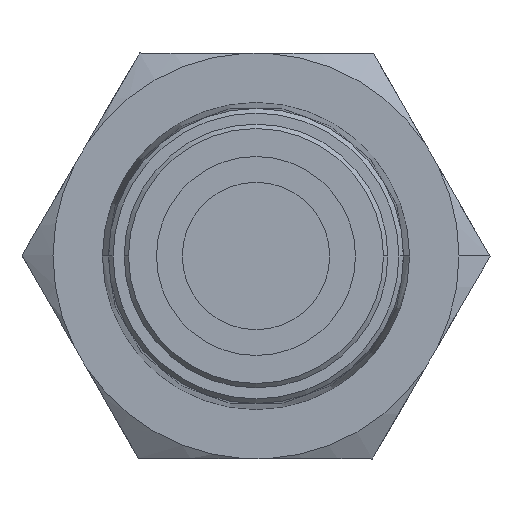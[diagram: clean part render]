
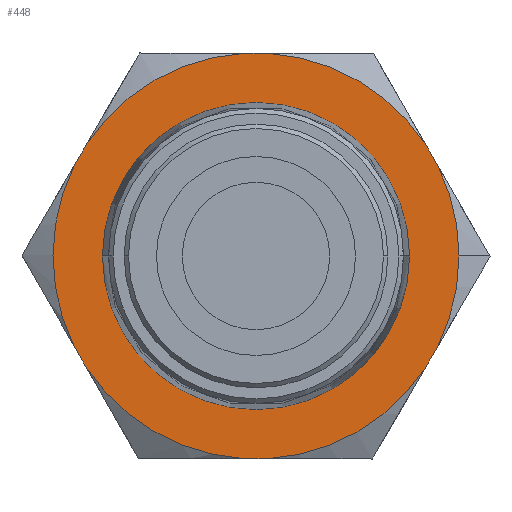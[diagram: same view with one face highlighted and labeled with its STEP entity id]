
A CAD part, front view. The second image highlights one B-rep face of the part: STEP entity #448.
In plain terms, the highlighted planar face has unit normal (0, -1, 0).
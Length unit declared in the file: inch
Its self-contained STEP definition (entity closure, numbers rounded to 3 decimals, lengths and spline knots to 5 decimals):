
#4 = ORIENTED_EDGE ( 'NONE', *, *, #36, .F. ) ;
#30 = VERTEX_POINT ( 'NONE', #54 ) ;
#33 = EDGE_LOOP ( 'NONE', ( #1520, #70, #88, #660, #216, #319, #4, #665, #376, #106, #1003, #1409, #467 ) ) ;
#36 = EDGE_CURVE ( 'NONE', #821, #346, #875, .T. ) ;
#37 = DIRECTION ( 'NONE',  ( 1., 0., 0. ) ) ;
#42 = DIRECTION ( 'NONE',  ( 0., 1., 0. ) ) ;
#54 = CARTESIAN_POINT ( 'NONE',  ( 0.61666, 5.687, 0.30665 ) ) ;
#70 = ORIENTED_EDGE ( 'NONE', *, *, #849, .F. ) ;
#88 = ORIENTED_EDGE ( 'NONE', *, *, #611, .F. ) ;
#91 = CARTESIAN_POINT ( 'NONE',  ( 0., 5.687, 0. ) ) ;
#106 = ORIENTED_EDGE ( 'NONE', *, *, #891, .T. ) ;
#114 = VERTEX_POINT ( 'NONE', #837 ) ;
#121 = CARTESIAN_POINT ( 'NONE',  ( 0.39901, 5.687, 0.68629 ) ) ;
#125 = CARTESIAN_POINT ( 'NONE',  ( 0., 5.687, 0. ) ) ;
#153 = CIRCLE ( 'NONE', #1041, 0.6887 ) ;
#161 = CARTESIAN_POINT ( 'NONE',  ( 0., 5.687, -0.6887 ) ) ;
#163 = DIRECTION ( 'NONE',  ( 0.503, 0., 0.865 ) ) ;
#176 = VECTOR ( 'NONE', #545, 39.37008 ) ;
#180 = CIRCLE ( 'NONE', #986, 0.6887 ) ;
#181 = CIRCLE ( 'NONE', #1062, 0.521 ) ;
#190 = CARTESIAN_POINT ( 'NONE',  ( 0.5762, 5.687, 0.37723 ) ) ;
#201 = EDGE_CURVE ( 'NONE', #459, #807, #1034, .T. ) ;
#216 = ORIENTED_EDGE ( 'NONE', *, *, #982, .F. ) ;
#228 = DIRECTION ( 'NONE',  ( -0.497, 0., 0.868 ) ) ;
#252 = LINE ( 'NONE', #1208, #554 ) ;
#273 = DIRECTION ( 'NONE',  ( -1., 0., 0.003 ) ) ;
#277 = CARTESIAN_POINT ( 'NONE',  ( 0., 5.687, 0. ) ) ;
#284 = LINE ( 'NONE', #1121, #1309 ) ;
#289 = DIRECTION ( 'NONE',  ( 0., 1., 0. ) ) ;
#314 = ORIENTED_EDGE ( 'NONE', *, *, #592, .T. ) ;
#315 = DIRECTION ( 'NONE',  ( 1., 0., 0. ) ) ;
#319 = ORIENTED_EDGE ( 'NONE', *, *, #514, .T. ) ;
#336 = EDGE_CURVE ( 'NONE', #459, #943, #405, .T. ) ;
#346 = VERTEX_POINT ( 'NONE', #600 ) ;
#373 = DIRECTION ( 'NONE',  ( 0., 1., 0. ) ) ;
#376 = ORIENTED_EDGE ( 'NONE', *, *, #653, .F. ) ;
#383 = CIRCLE ( 'NONE', #1285, 0.6887 ) ;
#387 = CARTESIAN_POINT ( 'NONE',  ( -0.61479, 5.687, 0.31039 ) ) ;
#388 = VERTEX_POINT ( 'NONE', #1215 ) ;
#392 = CARTESIAN_POINT ( 'NONE',  ( -0.39901, 5.687, -0.68629 ) ) ;
#401 = VERTEX_POINT ( 'NONE', #1206 ) ;
#405 = CIRCLE ( 'NONE', #832, 0.6887 ) ;
#418 = VERTEX_POINT ( 'NONE', #190 ) ;
#425 = EDGE_CURVE ( 'NONE', #1421, #943, #917, .T. ) ;
#428 = VERTEX_POINT ( 'NONE', #780 ) ;
#448 = ADVANCED_FACE ( 'NONE', ( #876, #649 ), #773, .T. ) ;
#459 = VERTEX_POINT ( 'NONE', #521 ) ;
#467 = ORIENTED_EDGE ( 'NONE', *, *, #336, .F. ) ;
#480 = CIRCLE ( 'NONE', #1282, 0.6887 ) ;
#496 = CARTESIAN_POINT ( 'NONE',  ( -0.04276, 5.687, -0.68737 ) ) ;
#514 = EDGE_CURVE ( 'NONE', #428, #346, #252, .T. ) ;
#520 = EDGE_CURVE ( 'NONE', #1421, #718, #480, .T. ) ;
#521 = CARTESIAN_POINT ( 'NONE',  ( 0.5739, 5.687, -0.38072 ) ) ;
#522 = EDGE_LOOP ( 'NONE', ( #1162, #314 ) ) ;
#542 = DIRECTION ( 'NONE',  ( 0., 1., 0. ) ) ;
#545 = DIRECTION ( 'NONE',  ( 1., 0., -0.003 ) ) ;
#554 = VECTOR ( 'NONE', #273, 39.37008 ) ;
#580 = AXIS2_PLACEMENT_3D ( 'NONE', #1133, #289, #1011 ) ;
#584 = CARTESIAN_POINT ( 'NONE',  ( -0.5762, 5.687, -0.37723 ) ) ;
#592 = EDGE_CURVE ( 'NONE', #1316, #388, #1059, .T. ) ;
#600 = CARTESIAN_POINT ( 'NONE',  ( -0.03859, 5.687, 0.68762 ) ) ;
#611 = EDGE_CURVE ( 'NONE', #30, #401, #180, .T. ) ;
#615 = DIRECTION ( 'NONE',  ( 1., 0., 0. ) ) ;
#648 = DIRECTION ( 'NONE',  ( 1., 0., 0. ) ) ;
#649 = FACE_OUTER_BOUND ( 'NONE', #33, .T. ) ;
#653 = EDGE_CURVE ( 'NONE', #114, #903, #1453, .T. ) ;
#658 = DIRECTION ( 'NONE',  ( 1., 0., 0. ) ) ;
#660 = ORIENTED_EDGE ( 'NONE', *, *, #1251, .T. ) ;
#665 = ORIENTED_EDGE ( 'NONE', *, *, #1496, .T. ) ;
#666 = DIRECTION ( 'NONE',  ( 0., 1., 0. ) ) ;
#671 = CARTESIAN_POINT ( 'NONE',  ( 0.39484, 5.687, -0.6887 ) ) ;
#681 = VECTOR ( 'NONE', #163, 39.37008 ) ;
#710 = AXIS2_PLACEMENT_3D ( 'NONE', #161, #1359, #1016 ) ;
#718 = VERTEX_POINT ( 'NONE', #584 ) ;
#746 = CARTESIAN_POINT ( 'NONE',  ( 0., 5.687, 0. ) ) ;
#765 = CARTESIAN_POINT ( 'NONE',  ( 0., 5.687, 0. ) ) ;
#771 = DIRECTION ( 'NONE',  ( -0.503, 0., -0.865 ) ) ;
#773 = PLANE ( 'NONE',  #710 ) ;
#780 = CARTESIAN_POINT ( 'NONE',  ( 0.04276, 5.687, 0.68737 ) ) ;
#804 = AXIS2_PLACEMENT_3D ( 'NONE', #1272, #666, #315 ) ;
#807 = VERTEX_POINT ( 'NONE', #1073 ) ;
#821 = VERTEX_POINT ( 'NONE', #1195 ) ;
#832 = AXIS2_PLACEMENT_3D ( 'NONE', #91, #1541, #933 ) ;
#837 = CARTESIAN_POINT ( 'NONE',  ( -0.61666, 5.687, -0.30665 ) ) ;
#848 = DIRECTION ( 'NONE',  ( 1., 0., 0. ) ) ;
#849 = EDGE_CURVE ( 'NONE', #401, #807, #153, .T. ) ;
#875 = CIRCLE ( 'NONE', #804, 0.6887 ) ;
#876 = FACE_BOUND ( 'NONE', #522, .T. ) ;
#891 = EDGE_CURVE ( 'NONE', #114, #718, #1099, .T. ) ;
#903 = VERTEX_POINT ( 'NONE', #387 ) ;
#915 = VECTOR ( 'NONE', #228, 39.37008 ) ;
#917 = LINE ( 'NONE', #671, #176 ) ;
#923 = CARTESIAN_POINT ( 'NONE',  ( 0., 5.687, 0. ) ) ;
#933 = DIRECTION ( 'NONE',  ( 1., 0., 0. ) ) ;
#943 = VERTEX_POINT ( 'NONE', #997 ) ;
#965 = EDGE_CURVE ( 'NONE', #388, #1316, #181, .T. ) ;
#976 = LINE ( 'NONE', #121, #915 ) ;
#982 = EDGE_CURVE ( 'NONE', #428, #418, #383, .T. ) ;
#986 = AXIS2_PLACEMENT_3D ( 'NONE', #1370, #542, #1255 ) ;
#991 = DIRECTION ( 'NONE',  ( 0., 1., 0. ) ) ;
#997 = CARTESIAN_POINT ( 'NONE',  ( 0.03859, 5.687, -0.68762 ) ) ;
#1003 = ORIENTED_EDGE ( 'NONE', *, *, #520, .F. ) ;
#1008 = AXIS2_PLACEMENT_3D ( 'NONE', #923, #42, #658 ) ;
#1011 = DIRECTION ( 'NONE',  ( 1., 0., 0. ) ) ;
#1016 = DIRECTION ( 'NONE',  ( -1., 0., 0. ) ) ;
#1034 = LINE ( 'NONE', #1484, #681 ) ;
#1041 = AXIS2_PLACEMENT_3D ( 'NONE', #125, #373, #848 ) ;
#1059 = CIRCLE ( 'NONE', #580, 0.521 ) ;
#1062 = AXIS2_PLACEMENT_3D ( 'NONE', #765, #1358, #648 ) ;
#1073 = CARTESIAN_POINT ( 'NONE',  ( 0.61479, 5.687, -0.31039 ) ) ;
#1099 = LINE ( 'NONE', #392, #1414 ) ;
#1121 = CARTESIAN_POINT ( 'NONE',  ( -0.79385, 5.687, 0.00241 ) ) ;
#1133 = CARTESIAN_POINT ( 'NONE',  ( 0., 5.687, 0. ) ) ;
#1162 = ORIENTED_EDGE ( 'NONE', *, *, #965, .T. ) ;
#1195 = CARTESIAN_POINT ( 'NONE',  ( -0.5739, 5.687, 0.38072 ) ) ;
#1206 = CARTESIAN_POINT ( 'NONE',  ( 0.6887, 5.687, 0. ) ) ;
#1208 = CARTESIAN_POINT ( 'NONE',  ( -0.39484, 5.687, 0.6887 ) ) ;
#1215 = CARTESIAN_POINT ( 'NONE',  ( 0.521, 5.687, 0. ) ) ;
#1219 = DIRECTION ( 'NONE',  ( 0., 1., 0. ) ) ;
#1251 = EDGE_CURVE ( 'NONE', #30, #418, #976, .T. ) ;
#1255 = DIRECTION ( 'NONE',  ( 1., 0., 0. ) ) ;
#1272 = CARTESIAN_POINT ( 'NONE',  ( 0., 5.687, 0. ) ) ;
#1282 = AXIS2_PLACEMENT_3D ( 'NONE', #746, #1219, #615 ) ;
#1285 = AXIS2_PLACEMENT_3D ( 'NONE', #277, #991, #37 ) ;
#1309 = VECTOR ( 'NONE', #771, 39.37008 ) ;
#1316 = VERTEX_POINT ( 'NONE', #1331 ) ;
#1331 = CARTESIAN_POINT ( 'NONE',  ( -0.521, 5.687, 0. ) ) ;
#1358 = DIRECTION ( 'NONE',  ( 0., 1., 0. ) ) ;
#1359 = DIRECTION ( 'NONE',  ( 0., -1., 0. ) ) ;
#1370 = CARTESIAN_POINT ( 'NONE',  ( 0., 5.687, 0. ) ) ;
#1409 = ORIENTED_EDGE ( 'NONE', *, *, #425, .T. ) ;
#1414 = VECTOR ( 'NONE', #1456, 39.37008 ) ;
#1421 = VERTEX_POINT ( 'NONE', #496 ) ;
#1453 = CIRCLE ( 'NONE', #1008, 0.6887 ) ;
#1456 = DIRECTION ( 'NONE',  ( 0.497, 0., -0.868 ) ) ;
#1484 = CARTESIAN_POINT ( 'NONE',  ( 0.79385, 5.687, -0.00241 ) ) ;
#1496 = EDGE_CURVE ( 'NONE', #821, #903, #284, .T. ) ;
#1520 = ORIENTED_EDGE ( 'NONE', *, *, #201, .T. ) ;
#1541 = DIRECTION ( 'NONE',  ( 0., 1., 0. ) ) ;
